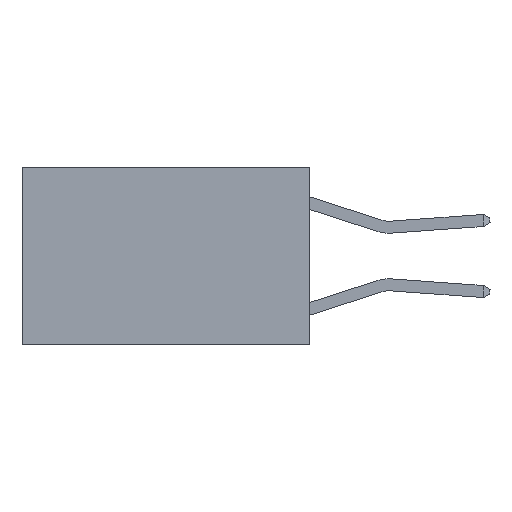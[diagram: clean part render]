
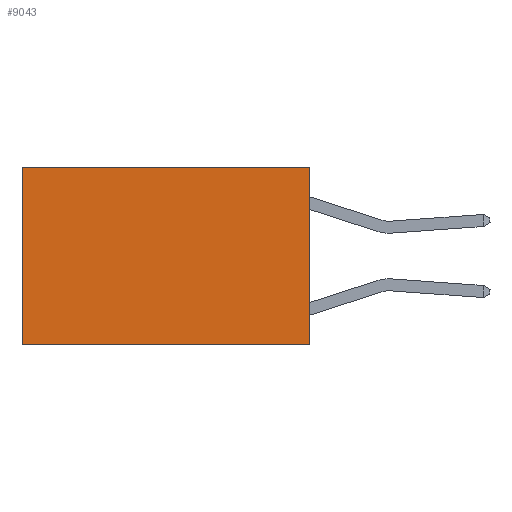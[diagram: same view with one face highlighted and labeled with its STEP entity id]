
A CAD part, left-side view. The second image highlights one B-rep face of the part: STEP entity #9043.
In plain terms, the highlighted planar face has unit normal (-1, 0, 0).
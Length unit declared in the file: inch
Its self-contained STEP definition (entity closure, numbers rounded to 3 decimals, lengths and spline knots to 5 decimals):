
#407 = FACE_OUTER_BOUND ( 'NONE', #11040, .T. ) ;
#1635 = VERTEX_POINT ( 'NONE', #14867 ) ;
#2052 = LINE ( 'NONE', #7774, #17892 ) ;
#2121 = CARTESIAN_POINT ( 'NONE',  ( 0.2625, 0., -0.37 ) ) ;
#2361 = CARTESIAN_POINT ( 'NONE',  ( 0.2625, 0., -0.37 ) ) ;
#3352 = CARTESIAN_POINT ( 'NONE',  ( 0.2625, 0., 0. ) ) ;
#3991 = EDGE_CURVE ( 'NONE', #12236, #15371, #14728, .T. ) ;
#4601 = PLANE ( 'NONE',  #11679 ) ;
#4767 = EDGE_CURVE ( 'NONE', #15371, #17525, #17821, .T. ) ;
#5535 = DIRECTION ( 'NONE',  ( 0., 1., 0. ) ) ;
#6081 = DIRECTION ( 'NONE',  ( 0., 0., -1. ) ) ;
#6360 = EDGE_CURVE ( 'NONE', #1635, #17525, #2052, .T. ) ;
#6469 = ORIENTED_EDGE ( 'NONE', *, *, #12907, .T. ) ;
#7431 = DIRECTION ( 'NONE',  ( 1., 0., 0. ) ) ;
#7774 = CARTESIAN_POINT ( 'NONE',  ( 0.2625, 0.6, 0. ) ) ;
#8331 = VECTOR ( 'NONE', #16145, 39.37008 ) ;
#8736 = CARTESIAN_POINT ( 'NONE',  ( 0.2625, 0., 0. ) ) ;
#9043 = ADVANCED_FACE ( 'NONE', ( #407 ), #4601, .F. ) ;
#10011 = ORIENTED_EDGE ( 'NONE', *, *, #6360, .T. ) ;
#10352 = CARTESIAN_POINT ( 'NONE',  ( 0.2625, 0., 0. ) ) ;
#10658 = CARTESIAN_POINT ( 'NONE',  ( 0.2625, 0.6, -0.37 ) ) ;
#11040 = EDGE_LOOP ( 'NONE', ( #10011, #13415, #13880, #6469 ) ) ;
#11679 = AXIS2_PLACEMENT_3D ( 'NONE', #8736, #7431, #16019 ) ;
#12236 = VERTEX_POINT ( 'NONE', #3352 ) ;
#12907 = EDGE_CURVE ( 'NONE', #12236, #1635, #14151, .T. ) ;
#13415 = ORIENTED_EDGE ( 'NONE', *, *, #4767, .F. ) ;
#13880 = ORIENTED_EDGE ( 'NONE', *, *, #3991, .F. ) ;
#14151 = LINE ( 'NONE', #14248, #17112 ) ;
#14248 = CARTESIAN_POINT ( 'NONE',  ( 0.2625, 0., 0. ) ) ;
#14391 = VECTOR ( 'NONE', #15381, 39.37008 ) ;
#14728 = LINE ( 'NONE', #10352, #14391 ) ;
#14867 = CARTESIAN_POINT ( 'NONE',  ( 0.2625, 0.6, 0. ) ) ;
#15371 = VERTEX_POINT ( 'NONE', #2361 ) ;
#15381 = DIRECTION ( 'NONE',  ( 0., 0., -1. ) ) ;
#16019 = DIRECTION ( 'NONE',  ( 0., 0., -1. ) ) ;
#16145 = DIRECTION ( 'NONE',  ( 0., 1., 0. ) ) ;
#17112 = VECTOR ( 'NONE', #5535, 39.37008 ) ;
#17525 = VERTEX_POINT ( 'NONE', #10658 ) ;
#17821 = LINE ( 'NONE', #2121, #8331 ) ;
#17892 = VECTOR ( 'NONE', #6081, 39.37008 ) ;
